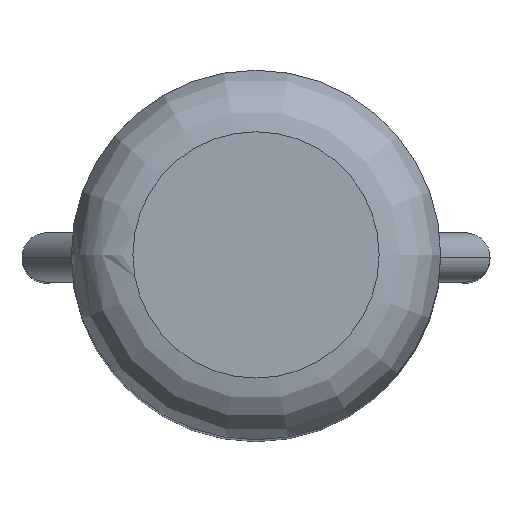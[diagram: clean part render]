
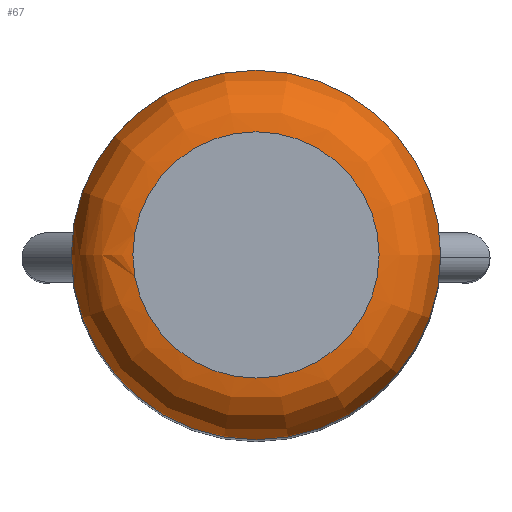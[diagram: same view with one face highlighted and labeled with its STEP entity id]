
A CAD part, top view. The second image highlights one B-rep face of the part: STEP entity #67.
In plain terms, the highlighted face is a revolution surface.
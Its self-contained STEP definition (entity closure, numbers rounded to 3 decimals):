
#27=DIRECTION('',(0.,0.,1.));
#31=VERTEX_POINT('',#32);
#32=CARTESIAN_POINT('',(0.1,0.,5.71));
#37=ORIENTED_EDGE('',*,*,#38,.F.);
#38=EDGE_CURVE('',#31,#31,#39,.T.);
#39=CIRCLE('',#40,0.75);
#40=AXIS2_PLACEMENT_3D('',#41,#27,#42);
#41=CARTESIAN_POINT('',(0.85,0.,5.71));
#42=DIRECTION('',(-1.,0.,0.));
#55=DIRECTION('',(0.,-1.,0.));
#56=DIRECTION('',(1.,0.,0.));
#65=AXIS1_PLACEMENT('',#66,#27);
#66=CARTESIAN_POINT('',(0.85,0.,5.96));
#67=ADVANCED_FACE('',(#68),#83,.F.);
#68=FACE_BOUND('',#69,.F.);
#69=EDGE_LOOP('',(#70,#77,#37,#82));
#70=ORIENTED_EDGE('',*,*,#71,.T.);
#71=EDGE_CURVE('',#72,#72,#74,.T.);
#72=VERTEX_POINT('',#73);
#73=CARTESIAN_POINT('',(0.35,0.,5.96));
#74=CIRCLE('',#75,0.5);
#75=AXIS2_PLACEMENT_3D('',#66,#27,#76);
#76=DIRECTION('',(-1.,0.,0.));
#77=ORIENTED_EDGE('',*,*,#78,.T.);
#78=EDGE_CURVE('',#72,#31,#79,.T.);
#79=CIRCLE('',#80,0.25);
#80=AXIS2_PLACEMENT_3D('',#81,#55,#56);
#81=CARTESIAN_POINT('',(0.35,0.,5.71));
#82=ORIENTED_EDGE('',*,*,#78,.F.);
#83=SURFACE_OF_REVOLUTION('',#79,#65);
